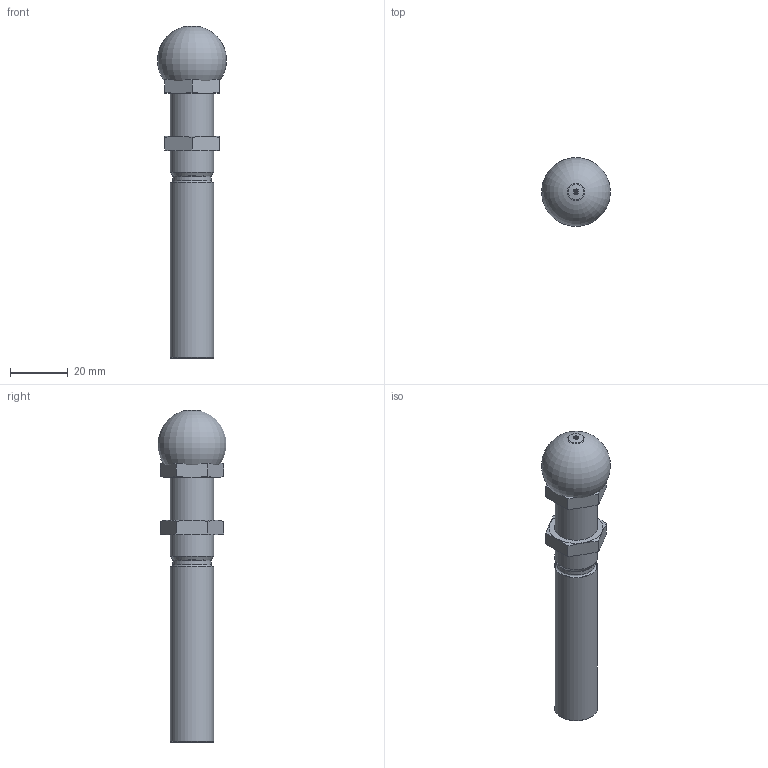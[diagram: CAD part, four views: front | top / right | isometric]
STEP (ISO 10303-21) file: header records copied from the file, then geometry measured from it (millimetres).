
FILE_DESCRIPTION(/* description */ ('STEP AP214'),/* implementation_level */ '2;1');
FILE_NAME(/* name */ '1138642_DYSR-12-12-Y5',/* time_stamp */ '2024-08-23T16:18:55+02:00',/* author */ ('License CC BY-ND 4.0'),/* organization */ ('CADENAS'),/* preprocessor_version */ 'ST-DEVELOPER v19.3',/* originating_system */ 'PARTsolutions',/* authorisation */ ' ');
FILE_SCHEMA (('AUTOMOTIVE_DESIGN {1 0 10303 214 3 1 1}'));
Length unit declared in the file: millimetre
Products named in the file (3): 1138642 DYSR-12-12-Y5---(12); 1138642 DYSR-12-12-Y5p---(12); 237255 YSR-12 M15x1-5-19
Assembly tree (3 placements, depth 2):
  1138642 DYSR-12-12-Y5---(12)
    1138642 DYSR-12-12-Y5p---(12)
    237255 YSR-12 M15x1-5-19  x2
Bounding box: 23.96 x 23.79 x 115.38 mm (x, y, z)
Volume: 11673 mm3; surface area: 9245.1 mm2
Topology: 3 solids, 3 shells, 74 faces, 163 edges, 100 vertices
Faces by surface type: plane 35, cone 20, cylinder 13, torus 6
Full cylindrical faces by diameter (mm): 5 x2, 6 x2, 11.3 x1, 11.9 x1, 12 x1, 12.7 x1, 13.4 x1, 13.917 x2, 15 x2
Entity records: 1596 total; most frequent: CARTESIAN_POINT 315, DIRECTION 258, ORIENTED_EDGE 200, AXIS2_PLACEMENT_3D 111, EDGE_CURVE 100, FACE_BOUND 98, EDGE_LOOP 96, VERTEX_POINT 78
